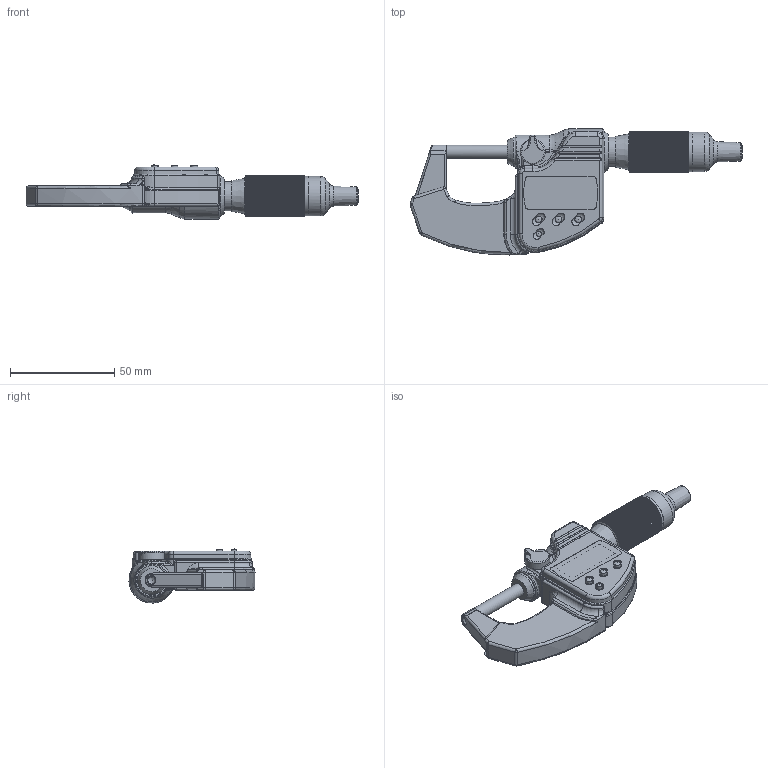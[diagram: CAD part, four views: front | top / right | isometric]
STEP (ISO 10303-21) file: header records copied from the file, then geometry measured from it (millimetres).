
FILE_DESCRIPTION(/* description */ (''),/* implementation_level */ '2;1');
FILE_NAME(/* name */ 'Mitsutoyo Micrometer_v34.step',/* time_stamp */ '2020-09-23T18:27:00-07:00',/* author */ (''),/* organization */ (''),/* preprocessor_version */ 'ST-DEVELOPER v18.1',/* originating_system */ 'Autodesk Translation Framework v9.3.0.1241',/* authorisation */ '');
FILE_SCHEMA (('AUTOMOTIVE_DESIGN { 1 0 10303 214 3 1 1 }'));
Products named in the file (14): Mitsutoyo Micrometer; Frame; Handle; Component4; Battery Cover; Feed Lock; Display Frame; Component7; Component9; Component10; Component11; Component12; Frame Cover; Single Body
Assembly tree (13 placements, depth 3):
  Mitsutoyo Micrometer
    Frame
    Handle
      Component4
    Battery Cover
    Feed Lock
    Display Frame
      Component7
      Component9
      Component10
      Component11
      Component12
    Frame Cover
    Single Body
Bounding box: 159.55 x 60.58 x 26 mm (x, y, z)
Volume: 142663.1 mm3; surface area: 50459.8 mm2
Topology: 15 solids, 16 shells, 2061 faces, 5756 edges, 3692 vertices
Faces by surface type: plane 830, cylinder 799, bspline 250, torus 150, cone 18, sphere 14
Full cylindrical faces by diameter (mm): 2.5 x2, 3.2 x6, 6.35 x2, 7 x2, 14 x4, 17.5 x2, 18.9 x2, 19 x5, 19.6 x2
Entity records: 84069 total; most frequent: CARTESIAN_POINT 34247, ORIENTED_EDGE 11384, DIRECTION 9310, EDGE_CURVE 5692, VERTEX_POINT 3692, AXIS2_PLACEMENT_3D 3538, LINE 2234, VECTOR 2234
